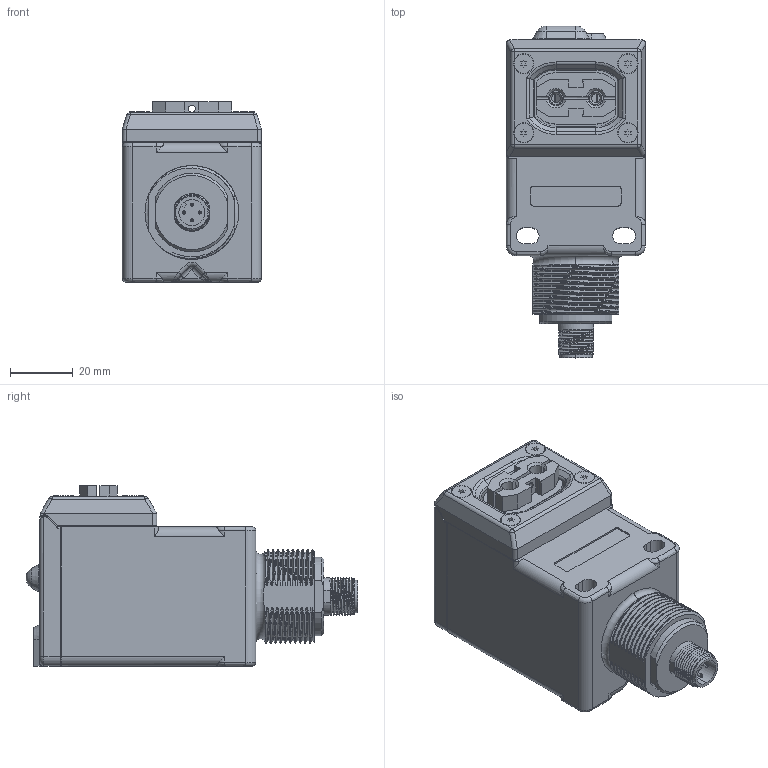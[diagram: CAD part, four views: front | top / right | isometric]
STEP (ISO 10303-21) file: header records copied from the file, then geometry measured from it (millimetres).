
FILE_DESCRIPTION((''),'2;1');
FILE_NAME('156712_SW','2012-01-24T',('banengservice'),('BANNER ENGINEERING'),'PRO/ENGINEER BY PARAMETRIC TECHNOLOGY CORPORATION, 2009141','PRO/ENGINEER BY PARAMETRIC TECHNOLOGY CORPORATION, 2009141','');
FILE_SCHEMA(('CONFIG_CONTROL_DESIGN'));
Products named in the file (1): 156712_SW
Bounding box: 44.53 x 106.03 x 57.56 mm (x, y, z)
Volume: 71134.7 mm3; surface area: 48021.3 mm2
Topology: 2 solids, 2 shells, 1202 faces, 3132 edges, 1957 vertices
Faces by surface type: plane 468, cylinder 404, bspline 169, torus 66, cone 60, sphere 35
Entity records: 52856 total; most frequent: CARTESIAN_POINT 24665, ORIENTED_EDGE 6244, DIRECTION 5315, EDGE_CURVE 3122, VERTEX_POINT 1957, AXIS2_PLACEMENT_3D 1816, VECTOR 1683, LINE 1683
